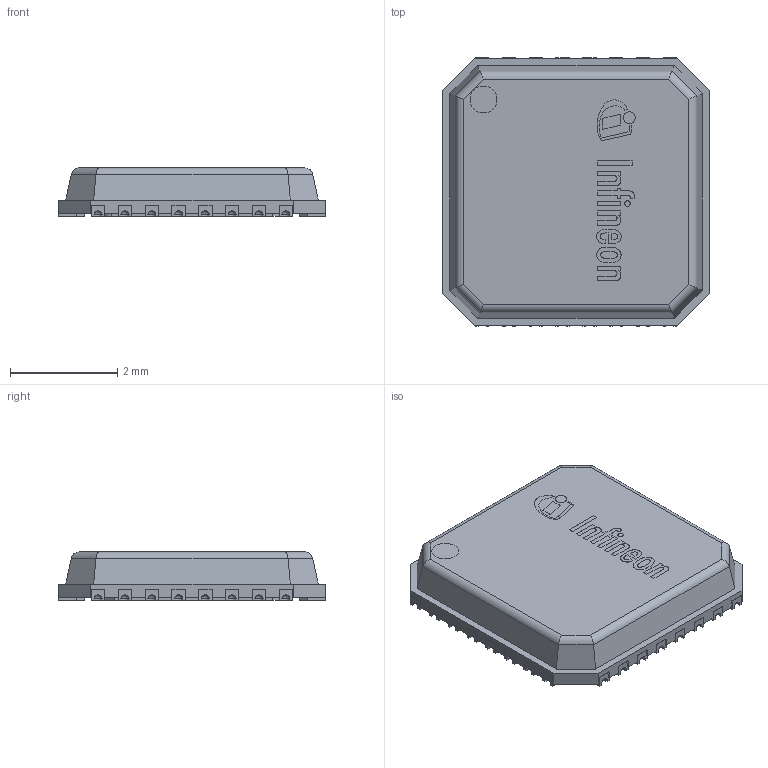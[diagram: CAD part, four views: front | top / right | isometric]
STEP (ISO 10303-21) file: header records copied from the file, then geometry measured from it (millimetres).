
FILE_DESCRIPTION(/* description */ (''),/* implementation_level */ '2;1');
FILE_NAME(/* name */ 'PG-VQFN-32-29_Z8B00270702_V04_3D.stp',/* time_stamp */ '2025-11-11T19:17:16+05:30',/* author */ ('sivamani'),/* organization */ (''),/* preprocessor_version */ 'ST-DEVELOPER v19.2',/* originating_system */ 'AutoCAD Mechanical',/* authorisation */ '');
FILE_SCHEMA (('AUTOMOTIVE_DESIGN { 1 0 10303 214 3 1 1 }'));
Length unit declared in the file: millimetre
Products named in the file (1): Product
Bounding box: 5 x 5 x 0.9 mm (x, y, z)
Volume: 19 mm3; surface area: 152.7 mm2
Topology: 48 solids, 48 shells, 661 faces, 1665 edges, 1086 vertices
Faces by surface type: plane 463, cylinder 146, sphere 32, bspline 20
Full cylindrical faces by diameter (mm): 0.107 x1, 0.219 x1, 0.5 x2
Entity records: 19729 total; most frequent: CARTESIAN_POINT 4105, ORIENTED_EDGE 3298, DIRECTION 3109, EDGE_CURVE 1649, LINE 1193, VECTOR 1193, VERTEX_POINT 1086, AXIS2_PLACEMENT_3D 958
